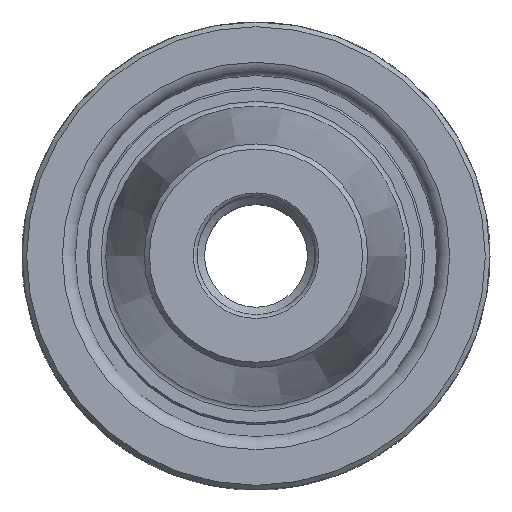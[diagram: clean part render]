
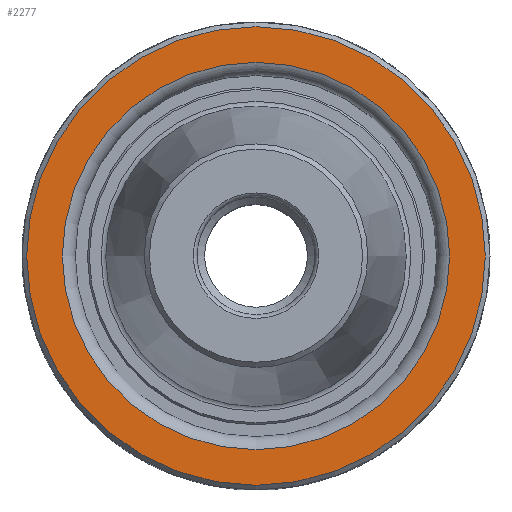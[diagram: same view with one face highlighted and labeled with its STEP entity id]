
A CAD part, top view. The second image highlights one B-rep face of the part: STEP entity #2277.
In plain terms, the highlighted planar face has unit normal (0, 0, 1).
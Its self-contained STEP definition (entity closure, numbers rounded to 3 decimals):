
#410=ORIENTED_EDGE('',*,*,#758,.T.);
#411=ORIENTED_EDGE('',*,*,#731,.T.);
#731=EDGE_CURVE('',#934,#934,#1073,.T.);
#758=EDGE_CURVE('',#952,#952,#1084,.T.);
#934=VERTEX_POINT('',#3172);
#952=VERTEX_POINT('',#3239);
#1073=CIRCLE('',#2403,24.35);
#1084=CIRCLE('',#2425,20.564);
#1229=EDGE_LOOP('',(#410));
#1230=EDGE_LOOP('',(#411));
#1373=FACE_BOUND('',#1229,.T.);
#1374=FACE_BOUND('',#1230,.T.);
#1450=PLANE('',#2439);
#2277=ADVANCED_FACE('',(#1373,#1374),#1450,.T.);
#2403=AXIS2_PLACEMENT_3D('',#3171,#2690,#2691);
#2425=AXIS2_PLACEMENT_3D('',#3238,#2748,#2749);
#2439=AXIS2_PLACEMENT_3D('',#3260,#2776,#2777);
#2690=DIRECTION('',(0.,0.,1.));
#2691=DIRECTION('',(1.,0.,0.));
#2748=DIRECTION('',(0.,0.,-1.));
#2749=DIRECTION('',(-1.,0.,0.));
#2776=DIRECTION('',(0.,0.,1.));
#2777=DIRECTION('',(1.,0.,0.));
#3171=CARTESIAN_POINT('',(0.,0.,52.5));
#3172=CARTESIAN_POINT('',(24.35,0.,52.5));
#3238=CARTESIAN_POINT('',(0.,0.,52.5));
#3239=CARTESIAN_POINT('',(-20.564,0.,52.5));
#3260=CARTESIAN_POINT('',(18.,0.,52.5));
